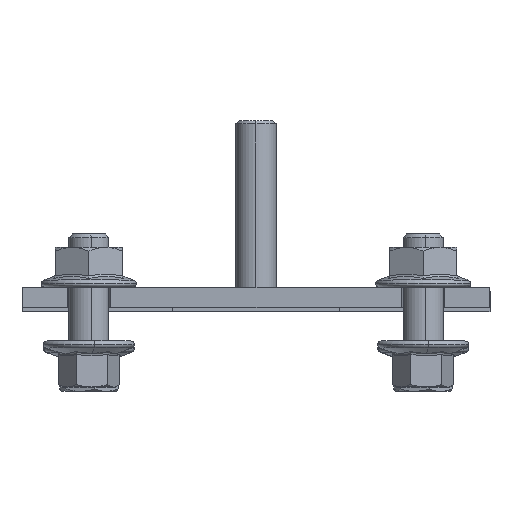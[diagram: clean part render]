
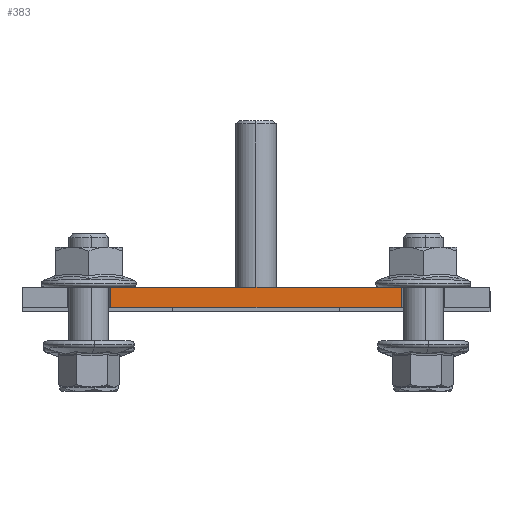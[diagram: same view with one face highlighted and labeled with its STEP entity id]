
A CAD part, top view. The second image highlights one B-rep face of the part: STEP entity #383.
In plain terms, the highlighted planar face has unit normal (0, 0, 1).
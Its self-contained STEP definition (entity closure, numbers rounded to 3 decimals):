
#383=ADVANCED_FACE('',(#1073),#1074,.F.);
#1073=FACE_OUTER_BOUND('',#2555,.T.);
#1074=PLANE('',#2556);
#2555=EDGE_LOOP('',(#5206,#5207,#5208,#5209));
#2556=AXIS2_PLACEMENT_3D('',#5210,#5211,#5212);
#5206=ORIENTED_EDGE('',*,*,#7194,.T.);
#5207=ORIENTED_EDGE('',*,*,#7195,.F.);
#5208=ORIENTED_EDGE('',*,*,#7196,.F.);
#5209=ORIENTED_EDGE('',*,*,#7192,.T.);
#5210=CARTESIAN_POINT('',(17.624,-2.452,375.5));
#5211=DIRECTION('',(0.,0.0,-1.0));
#5212=DIRECTION('',(-1.0,0.0,0.));
#7192=EDGE_CURVE('',#8453,#8451,#8454,.T.);
#7194=EDGE_CURVE('',#8451,#8456,#8457,.T.);
#7195=EDGE_CURVE('',#8458,#8456,#8459,.T.);
#7196=EDGE_CURVE('',#8453,#8458,#8460,.T.);
#8451=VERTEX_POINT('',#10843);
#8453=VERTEX_POINT('',#10846);
#8454=LINE('',#10847,#10848);
#8456=VERTEX_POINT('',#10851);
#8457=LINE('',#10852,#10853);
#8458=VERTEX_POINT('',#10854);
#8459=LINE('',#10855,#10856);
#8460=LINE('',#10857,#10858);
#10843=CARTESIAN_POINT('',(-25.876,-5.452,375.5));
#10846=CARTESIAN_POINT('',(-25.876,-2.452,375.5));
#10847=CARTESIAN_POINT('',(-25.876,-2.452,375.5));
#10848=VECTOR('',#13122,1000.0);
#10851=CARTESIAN_POINT('',(17.624,-5.452,375.5));
#10852=CARTESIAN_POINT('',(17.624,-5.452,375.5));
#10853=VECTOR('',#13124,1000.0);
#10854=CARTESIAN_POINT('',(17.624,-2.452,375.5));
#10855=CARTESIAN_POINT('',(17.624,-2.452,375.5));
#10856=VECTOR('',#13125,1000.0);
#10857=CARTESIAN_POINT('',(17.624,-2.452,375.5));
#10858=VECTOR('',#13126,1000.0);
#13122=DIRECTION('',(0.0,-1.0,0.0));
#13124=DIRECTION('',(1.0,-0.0,0.));
#13125=DIRECTION('',(0.0,-1.0,0.0));
#13126=DIRECTION('',(1.0,-0.0,0.));
